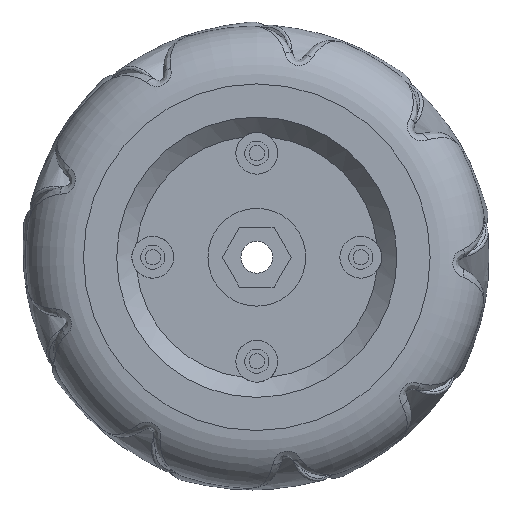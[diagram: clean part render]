
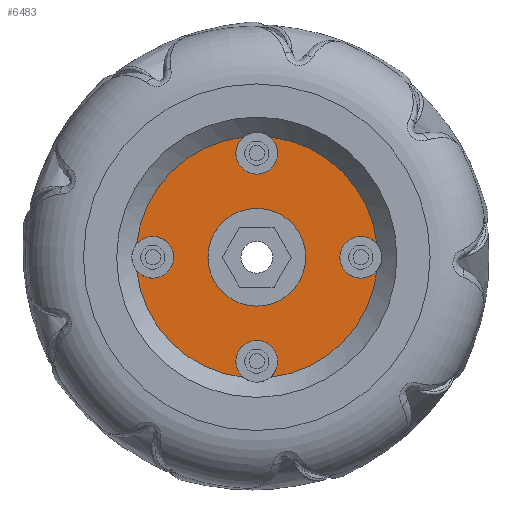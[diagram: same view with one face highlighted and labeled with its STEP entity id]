
A CAD part, front view. The second image highlights one B-rep face of the part: STEP entity #6483.
In plain terms, the highlighted planar face has unit normal (0, -1, 0).
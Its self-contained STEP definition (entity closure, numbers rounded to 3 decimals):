
#85=FACE_BOUND('',#1370,.T.);
#576=PLANE('',#6982);
#954=FACE_OUTER_BOUND('',#1369,.T.);
#1369=EDGE_LOOP('',(#4871,#4872,#4873,#4874,#4875,#4876,#4877,#4878,#4879,
#4880,#4881,#4882));
#1370=EDGE_LOOP('',(#4883));
#1759=CIRCLE('',#6970,2.175);
#1760=CIRCLE('',#6971,2.175);
#1762=CIRCLE('',#6975,2.175);
#1763=CIRCLE('',#6976,2.175);
#1765=CIRCLE('',#6980,2.175);
#1766=CIRCLE('',#6981,2.175);
#1767=CIRCLE('',#6983,12.55);
#1768=CIRCLE('',#6984,2.175);
#1769=CIRCLE('',#6985,2.175);
#1770=CIRCLE('',#6986,12.55);
#1771=CIRCLE('',#6987,12.55);
#1772=CIRCLE('',#6988,12.55);
#1773=CIRCLE('',#6989,5.075);
#2655=VERTEX_POINT('',#16826);
#2656=VERTEX_POINT('',#16828);
#2659=VERTEX_POINT('',#16847);
#2661=VERTEX_POINT('',#16854);
#2662=VERTEX_POINT('',#16856);
#2665=VERTEX_POINT('',#16875);
#2667=VERTEX_POINT('',#16882);
#2668=VERTEX_POINT('',#16884);
#2672=VERTEX_POINT('',#16906);
#2673=VERTEX_POINT('',#16910);
#2674=VERTEX_POINT('',#16912);
#2675=VERTEX_POINT('',#16914);
#2676=VERTEX_POINT('',#16919);
#3443=EDGE_CURVE('',#2656,#2655,#1759,.T.);
#3447=EDGE_CURVE('',#2655,#2659,#1760,.T.);
#3450=EDGE_CURVE('',#2662,#2661,#1762,.T.);
#3454=EDGE_CURVE('',#2661,#2665,#1763,.T.);
#3457=EDGE_CURVE('',#2668,#2667,#1765,.T.);
#3462=EDGE_CURVE('',#2667,#2672,#1766,.T.);
#3463=EDGE_CURVE('',#2673,#2659,#1767,.T.);
#3464=EDGE_CURVE('',#2673,#2674,#1768,.T.);
#3465=EDGE_CURVE('',#2674,#2675,#1769,.T.);
#3466=EDGE_CURVE('',#2668,#2675,#1770,.T.);
#3467=EDGE_CURVE('',#2662,#2672,#1771,.T.);
#3468=EDGE_CURVE('',#2656,#2665,#1772,.T.);
#3469=EDGE_CURVE('',#2676,#2676,#1773,.T.);
#4871=ORIENTED_EDGE('',*,*,#3443,.T.);
#4872=ORIENTED_EDGE('',*,*,#3447,.T.);
#4873=ORIENTED_EDGE('',*,*,#3463,.F.);
#4874=ORIENTED_EDGE('',*,*,#3464,.T.);
#4875=ORIENTED_EDGE('',*,*,#3465,.T.);
#4876=ORIENTED_EDGE('',*,*,#3466,.F.);
#4877=ORIENTED_EDGE('',*,*,#3457,.T.);
#4878=ORIENTED_EDGE('',*,*,#3462,.T.);
#4879=ORIENTED_EDGE('',*,*,#3467,.F.);
#4880=ORIENTED_EDGE('',*,*,#3450,.T.);
#4881=ORIENTED_EDGE('',*,*,#3454,.T.);
#4882=ORIENTED_EDGE('',*,*,#3468,.F.);
#4883=ORIENTED_EDGE('',*,*,#3469,.T.);
#6483=ADVANCED_FACE('',(#954,#85),#576,.T.);
#6970=AXIS2_PLACEMENT_3D('',#16829,#7866,#7867);
#6971=AXIS2_PLACEMENT_3D('',#16849,#7870,#7871);
#6975=AXIS2_PLACEMENT_3D('',#16857,#7879,#7880);
#6976=AXIS2_PLACEMENT_3D('',#16877,#7883,#7884);
#6980=AXIS2_PLACEMENT_3D('',#16885,#7892,#7893);
#6981=AXIS2_PLACEMENT_3D('',#16908,#7896,#7897);
#6982=AXIS2_PLACEMENT_3D('',#16909,#7898,#7899);
#6983=AXIS2_PLACEMENT_3D('',#16911,#7900,#7901);
#6984=AXIS2_PLACEMENT_3D('',#16913,#7902,#7903);
#6985=AXIS2_PLACEMENT_3D('',#16915,#7904,#7905);
#6986=AXIS2_PLACEMENT_3D('',#16916,#7906,#7907);
#6987=AXIS2_PLACEMENT_3D('',#16917,#7908,#7909);
#6988=AXIS2_PLACEMENT_3D('',#16918,#7910,#7911);
#6989=AXIS2_PLACEMENT_3D('',#16920,#7912,#7913);
#7866=DIRECTION('center_axis',(0.,1.,0.));
#7867=DIRECTION('ref_axis',(0.,0.,
-1.));
#7870=DIRECTION('center_axis',(0.,1.,0.));
#7871=DIRECTION('ref_axis',(0.,0.,
-1.));
#7879=DIRECTION('center_axis',(0.,1.,0.));
#7880=DIRECTION('ref_axis',(-1.,0.,0.));
#7883=DIRECTION('center_axis',(0.,1.,0.));
#7884=DIRECTION('ref_axis',(-1.,0.,0.));
#7892=DIRECTION('center_axis',(0.,1.,0.));
#7893=DIRECTION('ref_axis',(0.,0.,1.));
#7896=DIRECTION('center_axis',(0.,1.,0.));
#7897=DIRECTION('ref_axis',(0.,0.,1.));
#7898=DIRECTION('center_axis',(0.,-1.,0.));
#7899=DIRECTION('ref_axis',(1.,0.,0.));
#7900=DIRECTION('center_axis',(0.,1.,0.));
#7901=DIRECTION('ref_axis',(1.,0.,0.));
#7902=DIRECTION('center_axis',(0.,1.,0.));
#7903=DIRECTION('ref_axis',(1.,0.,0.));
#7904=DIRECTION('center_axis',(0.,1.,0.));
#7905=DIRECTION('ref_axis',(1.,0.,0.));
#7906=DIRECTION('center_axis',(0.,1.,0.));
#7907=DIRECTION('ref_axis',(1.,0.,0.));
#7908=DIRECTION('center_axis',(0.,1.,0.));
#7909=DIRECTION('ref_axis',(1.,0.,0.));
#7910=DIRECTION('center_axis',(0.,1.,0.));
#7911=DIRECTION('ref_axis',(1.,0.,0.));
#7912=DIRECTION('center_axis',(0.,1.,0.));
#7913=DIRECTION('ref_axis',(1.,0.,0.));
#16826=CARTESIAN_POINT('',(10.8,-20.34,2.175));
#16828=CARTESIAN_POINT('',(12.473,-20.34,-1.39));
#16829=CARTESIAN_POINT('Origin',(10.8,-20.34,0.));
#16847=CARTESIAN_POINT('',(12.473,-20.34,1.39));
#16849=CARTESIAN_POINT('Origin',(10.8,-20.34,0.));
#16854=CARTESIAN_POINT('',(2.175,-20.34,-10.8));
#16856=CARTESIAN_POINT('',(-1.39,-20.34,-12.473));
#16857=CARTESIAN_POINT('Origin',(0.,-20.34,-10.8));
#16875=CARTESIAN_POINT('',(1.39,-20.34,-12.473));
#16877=CARTESIAN_POINT('Origin',(0.,-20.34,-10.8));
#16882=CARTESIAN_POINT('',(-10.8,-20.34,-2.175));
#16884=CARTESIAN_POINT('',(-12.473,-20.34,1.39));
#16885=CARTESIAN_POINT('Origin',(-10.8,-20.34,0.));
#16906=CARTESIAN_POINT('',(-12.473,-20.34,-1.39));
#16908=CARTESIAN_POINT('Origin',(-10.8,-20.34,0.));
#16909=CARTESIAN_POINT('Origin',(0.,-20.34,0.));
#16910=CARTESIAN_POINT('',(1.39,-20.34,12.473));
#16911=CARTESIAN_POINT('Origin',(0.,-20.34,0.));
#16912=CARTESIAN_POINT('',(-2.175,-20.34,10.8));
#16913=CARTESIAN_POINT('Origin',(0.,-20.34,10.8));
#16914=CARTESIAN_POINT('',(-1.39,-20.34,12.473));
#16915=CARTESIAN_POINT('Origin',(0.,-20.34,10.8));
#16916=CARTESIAN_POINT('Origin',(0.,-20.34,0.));
#16917=CARTESIAN_POINT('Origin',(0.,-20.34,0.));
#16918=CARTESIAN_POINT('Origin',(0.,-20.34,0.));
#16919=CARTESIAN_POINT('',(-5.075,-20.34,0.));
#16920=CARTESIAN_POINT('Origin',(0.,-20.34,0.));
